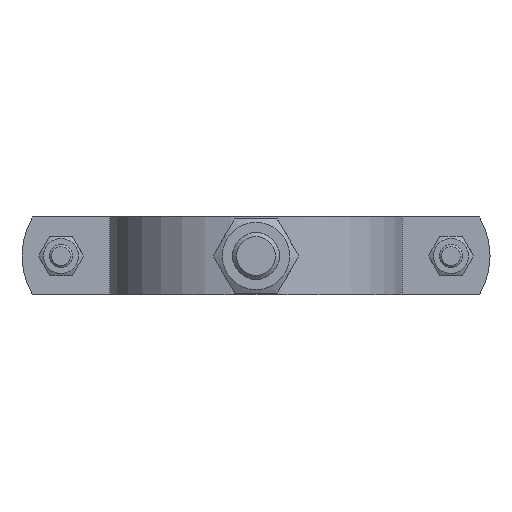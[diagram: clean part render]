
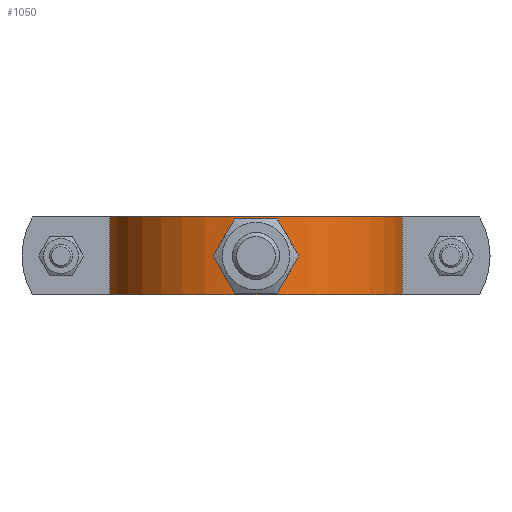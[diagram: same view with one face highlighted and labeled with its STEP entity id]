
A CAD part, front view. The second image highlights one B-rep face of the part: STEP entity #1050.
In plain terms, the highlighted cylindrical face has radius 38 mm (diameter 76 mm), a partial arc.
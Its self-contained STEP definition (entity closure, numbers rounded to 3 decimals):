
#605=CARTESIAN_POINT('',(6.0,37.523,0.0));
#606=VERTEX_POINT('',#605);
#607=CARTESIAN_POINT('',(6.,37.523,0.));
#608=CARTESIAN_POINT('',(6.,37.523,0.635));
#609=CARTESIAN_POINT('',(5.895,37.541,1.305));
#610=CARTESIAN_POINT('',(5.677,37.574,1.942));
#611=CARTESIAN_POINT('',(5.456,37.607,2.589));
#612=CARTESIAN_POINT('',(5.118,37.656,3.201));
#613=CARTESIAN_POINT('',(4.705,37.708,3.723));
#614=CARTESIAN_POINT('',(4.543,37.728,3.928));
#615=CARTESIAN_POINT('',(4.371,37.748,4.118));
#616=CARTESIAN_POINT('',(4.189,37.768,4.296));
#617=CARTESIAN_POINT('',(3.717,37.821,4.756));
#618=CARTESIAN_POINT('',(3.138,37.876,5.161));
#619=CARTESIAN_POINT('',(2.504,37.917,5.453));
#620=CARTESIAN_POINT('',(1.891,37.958,5.734));
#621=CARTESIAN_POINT('',(1.226,37.986,5.91));
#622=CARTESIAN_POINT('',(0.574,37.996,5.972));
#623=CARTESIAN_POINT('',(0.204,38.001,6.008));
#624=CARTESIAN_POINT('',(-0.155,38.001,6.009));
#625=CARTESIAN_POINT('',(-0.525,37.996,5.977));
#626=CARTESIAN_POINT('',(-1.182,37.987,5.919));
#627=CARTESIAN_POINT('',(-1.855,37.96,5.747));
#628=CARTESIAN_POINT('',(-2.475,37.919,5.466));
#629=CARTESIAN_POINT('',(-3.084,37.88,5.19));
#630=CARTESIAN_POINT('',(-3.644,37.828,4.809));
#631=CARTESIAN_POINT('',(-4.107,37.777,4.374));
#632=CARTESIAN_POINT('',(-4.284,37.758,4.208));
#633=CARTESIAN_POINT('',(-4.449,37.739,4.034));
#634=CARTESIAN_POINT('',(-4.607,37.72,3.844));
#635=CARTESIAN_POINT('',(-5.03,37.668,3.336));
#636=CARTESIAN_POINT('',(-5.384,37.617,2.735));
#637=CARTESIAN_POINT('',(-5.623,37.582,2.094));
#638=CARTESIAN_POINT('',(-5.806,37.554,1.603));
#639=CARTESIAN_POINT('',(-5.922,37.536,1.088));
#640=CARTESIAN_POINT('',(-5.972,37.528,0.582));
#641=CARTESIAN_POINT('',(-6.008,37.522,0.209));
#642=CARTESIAN_POINT('',(-6.01,37.522,-0.152));
#643=CARTESIAN_POINT('',(-5.977,37.527,-0.524));
#644=CARTESIAN_POINT('',(-5.92,37.536,-1.178));
#645=CARTESIAN_POINT('',(-5.749,37.564,-1.847));
#646=CARTESIAN_POINT('',(-5.47,37.604,-2.465));
#647=CARTESIAN_POINT('',(-5.295,37.63,-2.855));
#648=CARTESIAN_POINT('',(-5.077,37.66,-3.225));
#649=CARTESIAN_POINT('',(-4.828,37.692,-3.562));
#650=CARTESIAN_POINT('',(-4.655,37.714,-3.796));
#651=CARTESIAN_POINT('',(-4.468,37.737,-4.014));
#652=CARTESIAN_POINT('',(-4.271,37.759,-4.214));
#653=CARTESIAN_POINT('',(-4.091,37.78,-4.397));
#654=CARTESIAN_POINT('',(-3.896,37.8,-4.57));
#655=CARTESIAN_POINT('',(-3.687,37.821,-4.733));
#656=CARTESIAN_POINT('',(-3.164,37.872,-5.141));
#657=CARTESIAN_POINT('',(-2.552,37.92,-5.473));
#658=CARTESIAN_POINT('',(-1.907,37.952,-5.689));
#659=CARTESIAN_POINT('',(-1.324,37.981,-5.884));
#660=CARTESIAN_POINT('',(-0.714,37.998,-5.986));
#661=CARTESIAN_POINT('',(-0.129,38.,-5.999));
#662=CARTESIAN_POINT('',(0.098,38.001,-6.004));
#663=CARTESIAN_POINT('',(0.325,37.999,-5.996));
#664=CARTESIAN_POINT('',(0.556,37.996,-5.974));
#665=CARTESIAN_POINT('',(1.21,37.986,-5.913));
#666=CARTESIAN_POINT('',(1.878,37.959,-5.739));
#667=CARTESIAN_POINT('',(2.494,37.918,-5.457));
#668=CARTESIAN_POINT('',(2.883,37.892,-5.279));
#669=CARTESIAN_POINT('',(3.253,37.862,-5.059));
#670=CARTESIAN_POINT('',(3.589,37.83,-4.808));
#671=CARTESIAN_POINT('',(3.824,37.808,-4.633));
#672=CARTESIAN_POINT('',(4.042,37.785,-4.443));
#673=CARTESIAN_POINT('',(4.241,37.763,-4.244));
#674=CARTESIAN_POINT('',(4.409,37.744,-4.076));
#675=CARTESIAN_POINT('',(4.571,37.724,-3.895));
#676=CARTESIAN_POINT('',(4.722,37.705,-3.701));
#677=CARTESIAN_POINT('',(5.131,37.654,-3.179));
#678=CARTESIAN_POINT('',(5.464,37.606,-2.569));
#679=CARTESIAN_POINT('',(5.683,37.573,-1.925));
#680=CARTESIAN_POINT('',(5.897,37.54,-1.294));
#681=CARTESIAN_POINT('',(6.,37.523,-0.629));
#682=CARTESIAN_POINT('',(6.,37.523,0.));
#683=B_SPLINE_CURVE_WITH_KNOTS('',3,(#607,#608,#609,#610,#611,#612,#613,#614,#615,#616,#617,#618,#619,#620,#621,#622,#623,#624,#625,#626,#627,#628,#629,#630,#631,#632,#633,#634,#635,#636,#637,#638,#639,#640,#641,#642,#643,#644,#645,#646,#647,#648,#649,#650,#651,#652,#653,#654,#655,#656,#657,#658,#659,#660,#661,#662,#663,#664,#665,#666,#667,#668,#669,#670,#671,#672,#673,#674,#675,#676,#677,#678,#679,#680,#681,#682),.UNSPECIFIED.,.T.,.U.,(4,3,3,3,3,3,3,3,3,3,3,3,3,3,3,3,3,3,3,3,3,3,3,3,3,4),(0.0,0.19,0.384,0.46,0.658,0.849,0.958,1.15,1.34,1.412,1.606,1.754,1.863,2.055,2.176,2.26,2.337,2.53,2.704,2.772,2.964,3.085,3.17,3.241,3.434,3.623),.UNSPECIFIED.);
#684=EDGE_CURVE('',#606,#606,#683,.T.);
#868=CARTESIAN_POINT('',(37.44,6.5,10.0));
#869=VERTEX_POINT('',#868);
#876=CARTESIAN_POINT('',(-37.44,6.5,10.0));
#877=VERTEX_POINT('',#876);
#878=CARTESIAN_POINT('',(0.0,0.0,10.0));
#879=DIRECTION('',(0.0,0.0,-1.));
#880=DIRECTION('',(-0.985,-0.171,0.0));
#881=AXIS2_PLACEMENT_3D('',#878,#879,#880);
#882=CIRCLE('',#881,38.);
#883=EDGE_CURVE('',#877,#869,#882,.T.);
#923=CARTESIAN_POINT('',(37.44,6.5,-10.0));
#924=VERTEX_POINT('',#923);
#931=CARTESIAN_POINT('',(37.44,6.5,10.0));
#932=DIRECTION('',(0.0,0.0,-1.0));
#933=VECTOR('',#932,20.0);
#934=LINE('',#931,#933);
#935=EDGE_CURVE('',#869,#924,#934,.T.);
#1012=CARTESIAN_POINT('',(-37.44,6.5,-10.0));
#1013=VERTEX_POINT('',#1012);
#1020=CARTESIAN_POINT('',(0.0,0.0,-10.0));
#1021=DIRECTION('',(0.0,0.0,1.));
#1022=DIRECTION('',(-0.985,-0.171,0.0));
#1023=AXIS2_PLACEMENT_3D('',#1020,#1021,#1022);
#1024=CIRCLE('',#1023,38.);
#1025=EDGE_CURVE('',#924,#1013,#1024,.T.);
#1031=CARTESIAN_POINT('',(0.0,0.0,0.0));
#1032=DIRECTION('',(0.0,0.0,1.0));
#1033=DIRECTION('',(-0.985,-0.171,0.0));
#1034=AXIS2_PLACEMENT_3D('',#1031,#1032,#1033);
#1035=CYLINDRICAL_SURFACE('',#1034,38.0);
#1036=ORIENTED_EDGE('',*,*,#883,.T.);
#1037=ORIENTED_EDGE('',*,*,#935,.T.);
#1038=ORIENTED_EDGE('',*,*,#1025,.T.);
#1039=CARTESIAN_POINT('',(-37.44,6.5,10.0));
#1040=DIRECTION('',(0.0,0.0,-1.0));
#1041=VECTOR('',#1040,20.0);
#1042=LINE('',#1039,#1041);
#1043=EDGE_CURVE('',#877,#1013,#1042,.T.);
#1044=ORIENTED_EDGE('',*,*,#1043,.F.);
#1045=EDGE_LOOP('',(#1036,#1037,#1038,#1044));
#1046=FACE_OUTER_BOUND('',#1045,.T.);
#1047=ORIENTED_EDGE('',*,*,#684,.T.);
#1048=EDGE_LOOP('',(#1047));
#1049=FACE_BOUND('',#1048,.T.);
#1050=ADVANCED_FACE('',(#1046,#1049),#1035,.T.);
